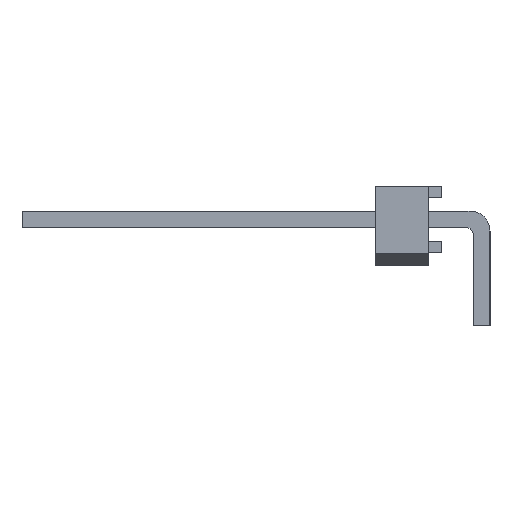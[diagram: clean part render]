
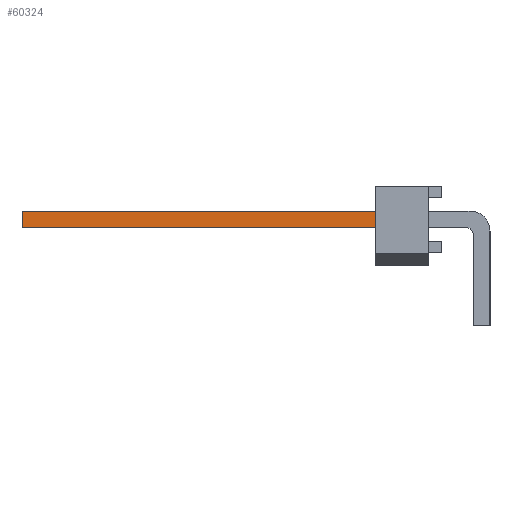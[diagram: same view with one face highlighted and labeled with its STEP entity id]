
A CAD part, left-side view. The second image highlights one B-rep face of the part: STEP entity #60324.
In plain terms, the highlighted face is planar.
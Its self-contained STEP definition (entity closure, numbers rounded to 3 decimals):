
#57819 = VERTEX_POINT('',#57820);
#57820 = CARTESIAN_POINT('',(49.848,17.526,-0.318));
#57826 = EDGE_CURVE('',#57827,#57819,#57829,.T.);
#57827 = VERTEX_POINT('',#57828);
#57828 = CARTESIAN_POINT('',(49.848,2.921,-0.318));
#57829 = LINE('',#57830,#57831);
#57830 = CARTESIAN_POINT('',(49.848,0.445,-0.318));
#57831 = VECTOR('',#57832,1.);
#57832 = DIRECTION('',(0.,1.,0.));
#59419 = VERTEX_POINT('',#59420);
#59420 = CARTESIAN_POINT('',(49.848,2.921,0.318));
#59426 = EDGE_CURVE('',#59427,#59419,#59429,.T.);
#59427 = VERTEX_POINT('',#59428);
#59428 = CARTESIAN_POINT('',(49.848,17.526,0.318));
#59429 = LINE('',#59430,#59431);
#59430 = CARTESIAN_POINT('',(49.848,17.526,0.318));
#59431 = VECTOR('',#59432,1.);
#59432 = DIRECTION('',(0.,-1.,0.));
#60313 = EDGE_CURVE('',#57819,#59427,#60314,.T.);
#60314 = LINE('',#60315,#60316);
#60315 = CARTESIAN_POINT('',(49.848,17.526,-0.318));
#60316 = VECTOR('',#60317,1.);
#60317 = DIRECTION('',(0.,0.,1.));
#60324 = ADVANCED_FACE('',(#60325),#60336,.T.);
#60325 = FACE_BOUND('',#60326,.T.);
#60326 = EDGE_LOOP('',(#60327,#60328,#60334,#60335));
#60327 = ORIENTED_EDGE('',*,*,#59426,.T.);
#60328 = ORIENTED_EDGE('',*,*,#60329,.T.);
#60329 = EDGE_CURVE('',#59419,#57827,#60330,.T.);
#60330 = LINE('',#60331,#60332);
#60331 = CARTESIAN_POINT('',(49.848,2.921,0.445));
#60332 = VECTOR('',#60333,1.);
#60333 = DIRECTION('',(0.,0.,-1.));
#60334 = ORIENTED_EDGE('',*,*,#57826,.T.);
#60335 = ORIENTED_EDGE('',*,*,#60313,.T.);
#60336 = PLANE('',#60337);
#60337 = AXIS2_PLACEMENT_3D('',#60338,#60339,#60340);
#60338 = CARTESIAN_POINT('',(49.848,0.445,0.445));
#60339 = DIRECTION('',(1.,0.,0.));
#60340 = DIRECTION('',(0.,0.,-1.));
